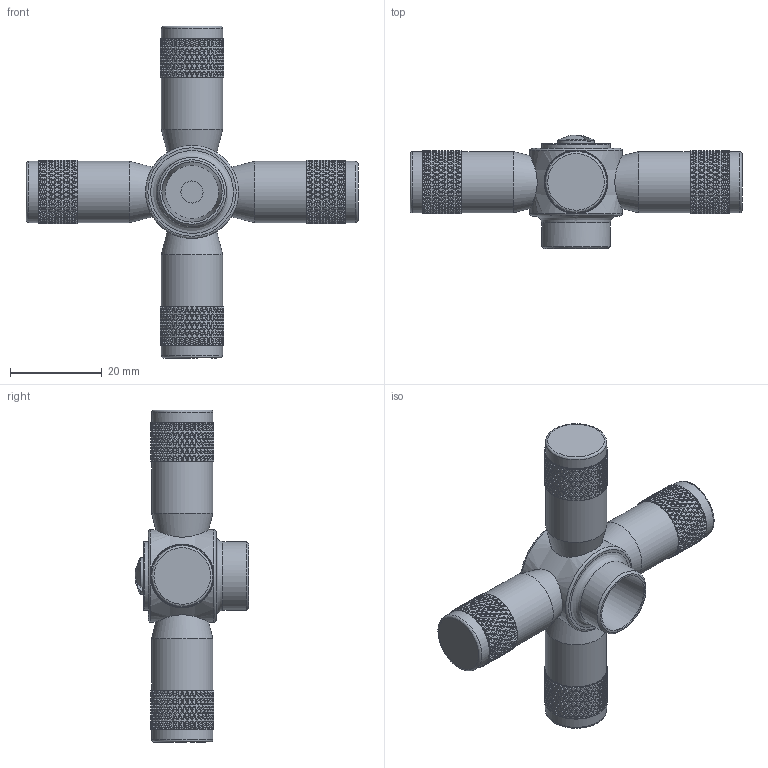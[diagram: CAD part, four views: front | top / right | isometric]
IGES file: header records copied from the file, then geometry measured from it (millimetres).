
Global section: file name: V721-XK; native system: Autodesk Inventor 2018; preprocessor: unknown; author: rclarke; date: 20180228.104322; units: millimetre
Bounding box: 72.23 x 24.75 x 72.23 mm (x, y, z)
Volume: 16572.9 mm3; surface area: 14628.2 mm2
Topology: 11 solids, 11 shells, 8005 faces, 17230 edges, 9269 vertices
Faces by surface type: bspline 8005
